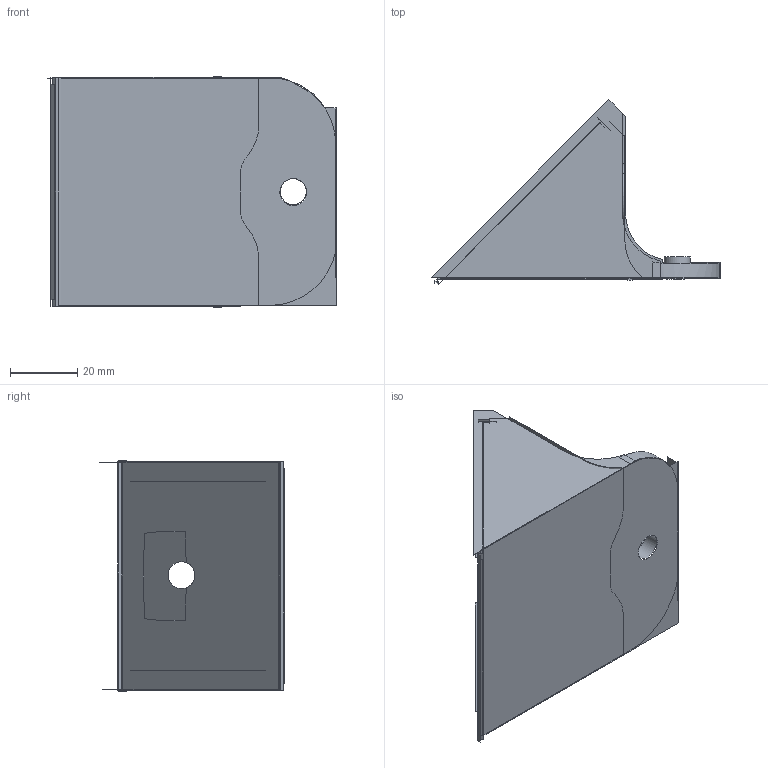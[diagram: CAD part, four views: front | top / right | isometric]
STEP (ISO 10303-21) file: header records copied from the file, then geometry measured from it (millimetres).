
FILE_DESCRIPTION(/* description */ (''),/* implementation_level */ '2;1');
FILE_NAME(/* name */ 'ak-solar-panel-v2 v4.step',/* time_stamp */ '2023-02-21T17:07:26-05:00',/* author */ (''),/* organization */ (''),/* preprocessor_version */ 'ST-DEVELOPER v19.2',/* originating_system */ 'Autodesk Translation Framework v11.17.0.187',/* authorisation */ '');
FILE_SCHEMA (('AUTOMOTIVE_DESIGN { 1 0 10303 214 3 1 1 }'));
Length unit declared in the file: millimetre
Products named in the file (1): solar-panel-v2
Bounding box: 86.27 x 54.83 x 69 mm (x, y, z)
Surface area: 24195.6 mm2 (no closed solid volume)
Topology: 0 solids, 15 shells, 34 faces, 143 edges, 119 vertices
Faces by surface type: plane 17, cylinder 9, bspline 8
Full cylindrical faces by diameter (mm): 7.758 x1
Entity records: 2118 total; most frequent: CARTESIAN_POINT 982, DIRECTION 193, ORIENTED_EDGE 174, EDGE_CURVE 141, VERTEX_POINT 119, LINE 95, VECTOR 95, AXIS2_PLACEMENT_3D 49
